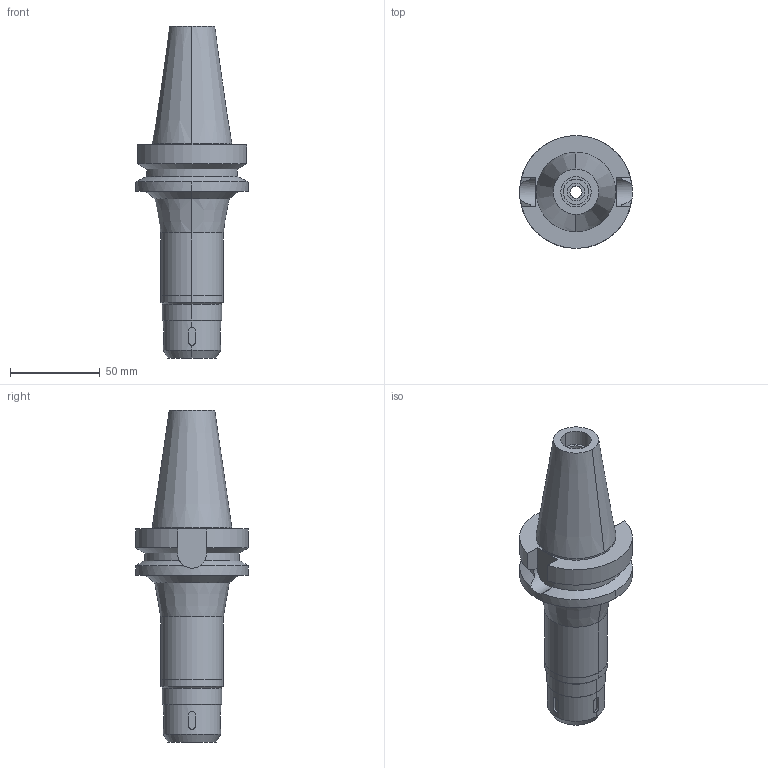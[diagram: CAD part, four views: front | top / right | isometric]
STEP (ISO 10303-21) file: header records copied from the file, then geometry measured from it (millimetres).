
FILE_DESCRIPTION((''),'2;1');
FILE_NAME('BBT40-HMC12J-120','2018-06-15T',('ykawabe'),(''),'CREO PARAMETRIC BY PTC INC, 2016380','CREO PARAMETRIC BY PTC INC, 2016380','');
FILE_SCHEMA(('AUTOMOTIVE_DESIGN { 1 0 10303 214 1 1 1 1 }'));
Length unit declared in the file: millimetre
Products named in the file (1): BBT40-HMC12J-120
Bounding box: 63 x 63 x 185.4 mm (x, y, z)
Volume: 203328.5 mm3; surface area: 35427.4 mm2
Topology: 1 solids, 1 shells, 84 faces, 221 edges, 149 vertices
Faces by surface type: cylinder 40, plane 28, cone 16
Entity records: 3551 total; most frequent: CARTESIAN_POINT 629, DIRECTION 464, ORIENTED_EDGE 442, PRESENTATION_STYLE_ASSIGNMENT 226, STYLED_ITEM 226, CURVE_STYLE 225, EDGE_CURVE 221, AXIS2_PLACEMENT_3D 185
